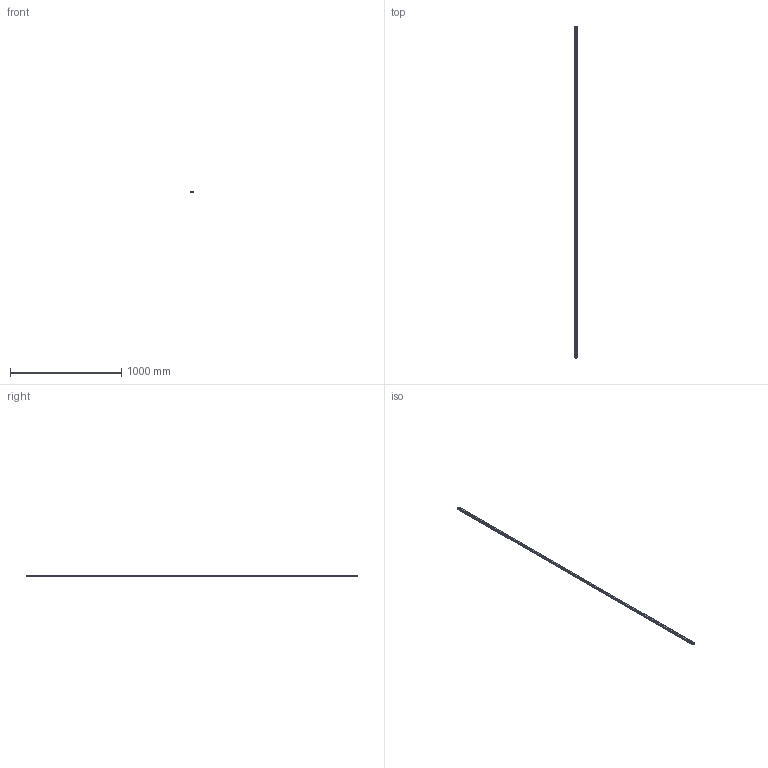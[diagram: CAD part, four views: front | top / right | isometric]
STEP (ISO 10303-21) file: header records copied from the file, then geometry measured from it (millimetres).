
FILE_DESCRIPTION(('STEP AP214'),'1');
FILE_NAME('cctmp_21E4E733-828A-4230-BD41-DA90F0688F68_2020_5_18_15_38_27_406..stp','2020-05-18T13:38:27',('HIWIN GmbH'),('CADClick - www.CADClick.com'),'Spatial InterOp 3D',' ','unknown authorization');
FILE_SCHEMA(('AUTOMOTIVE_DESIGN'));
Length unit declared in the file: millimetre
Products named in the file (1): HGR20R2990H_FILE
Bounding box: 20 x 2990 x 17.5 mm (x, y, z)
Volume: 854677.5 mm3; surface area: 253623.9 mm2
Topology: 1 solids, 1 shells, 557 faces, 1203 edges, 802 vertices
Faces by surface type: cylinder 322, plane 235
Entity records: 19921 total; most frequent: DIRECTION 2963, CARTESIAN_POINT 2563, ORIENTED_EDGE 2406, EDGE_CURVE 1203, AXIS2_PLACEMENT_3D 1202, VERTEX_POINT 802, EDGE_LOOP 711, CIRCLE 644
